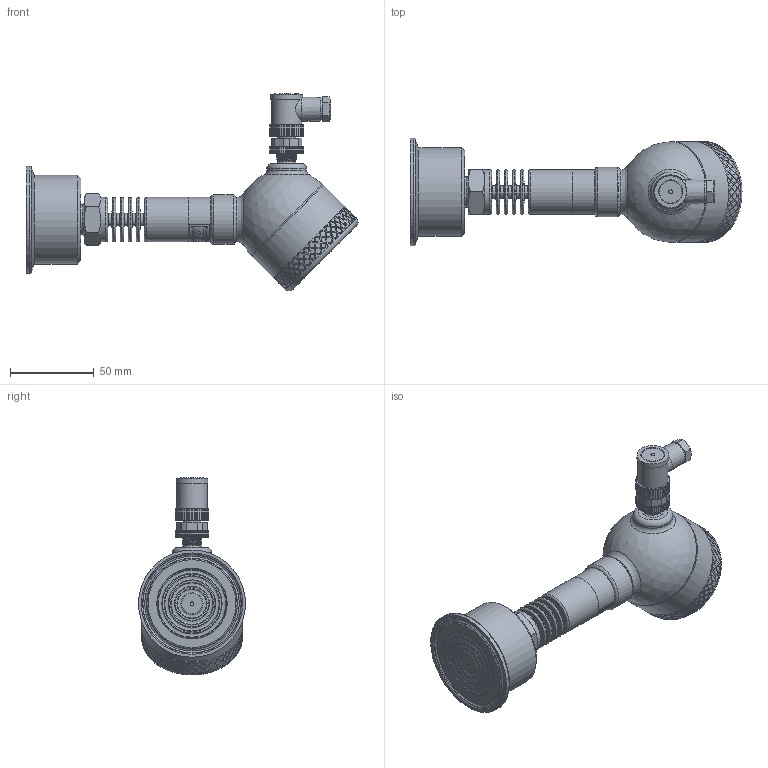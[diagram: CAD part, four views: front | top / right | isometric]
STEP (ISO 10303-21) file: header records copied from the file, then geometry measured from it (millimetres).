
FILE_DESCRIPTION(/* description */ (''),/* implementation_level */ '2;1');
FILE_NAME(/* name */ 'APZ3420sFH_ClampDN2_radiator_5.step',/* time_stamp */ '2021-07-08T16:22:22+03:00',/* author */ (''),/* organization */ (''),/* preprocessor_version */ 'ST-DEVELOPER v18.1',/* originating_system */ 'Autodesk Translation Framework v10.9.0.1377',/* authorisation */ '');
FILE_SCHEMA (('AUTOMOTIVE_DESIGN { 1 0 10303 214 3 1 1 }'));
Length unit declared in the file: millimetre
Products named in the file (9): АПЗ 3420s заполненный 
+ полевой корпус; G1\2EN radiator; Clamp DN2' diaphragm 48 v2 (1); Заполненный полевой 
корпус v13; Cover for display; Display; Main body; M12x1 adapter; M12x1 female angular v10
Assembly tree (7 placements, depth 3):
  АПЗ 3420s заполненный 
+ полевой корпус
    G1\2EN radiator
    Заполненный полевой 
корпус v13
      Cover for display
      Display
      Main body
      M12x1 adapter
      M12x1 female angular v10
  Clamp DN2' diaphragm 48 v2 (1)
Bounding box: 198.18 x 64 x 118.16 mm (x, y, z)
Volume: 314205.8 mm3; surface area: 72415.4 mm2
Topology: 17 solids, 17 shells, 1906 faces, 4805 edges, 3163 vertices
Faces by surface type: bspline 972, cylinder 540, plane 305, torus 54, cone 32, sphere 3
Full cylindrical faces by diameter (mm): 1 x4, 2 x1, 3 x1, 3.3 x1, 5 x5, 6 x3, 7 x2, 7.5 x5, 8 x1, 9.3 x1, 9.471 x2, 10.5 x2, 10.741 x7, 11.035 x4, 11.156 x1, 11.884 x6, 12.152 x4, 13 x1, 16.7 x1, 17.5 x1, 18 x2, 18.631 x6, 19 x1, 19.7 x1, 20.955 x7, 21.6 x1, 21.767 x1, 22 x1, 22.4 x1, 22.5 x1
Entity records: 83866 total; most frequent: CARTESIAN_POINT 45125, ORIENTED_EDGE 9608, DIRECTION 4926, EDGE_CURVE 4804, VERTEX_POINT 3163, B_SPLINE_CURVE_WITH_KNOTS 2728, EDGE_LOOP 2173, AXIS2_PLACEMENT_3D 1929
